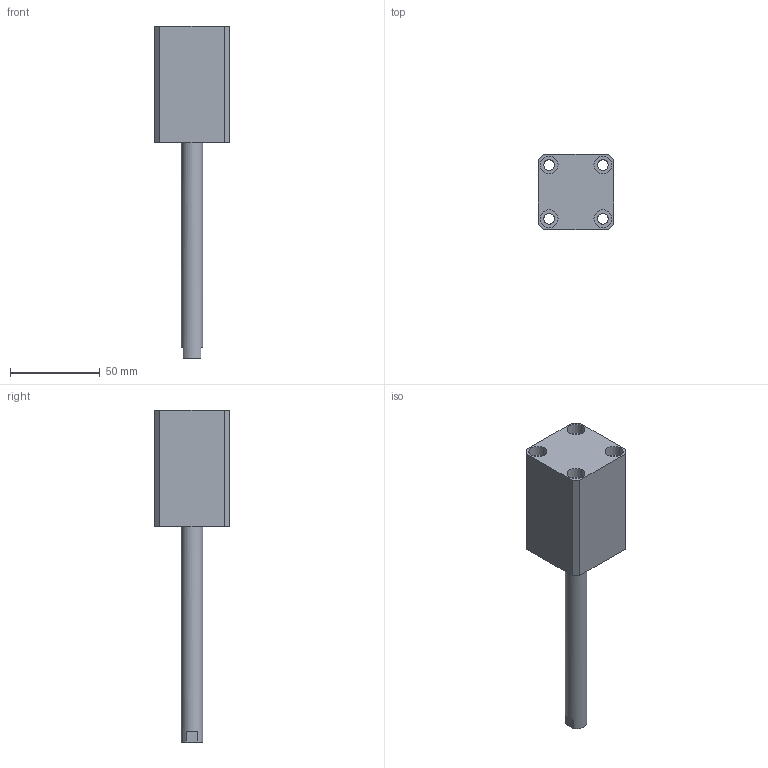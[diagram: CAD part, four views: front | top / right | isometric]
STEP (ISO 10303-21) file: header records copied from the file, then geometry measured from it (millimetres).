
FILE_DESCRIPTION(/* description */ (''),/* implementation_level */ '2;1');
FILE_NAME(/* name */ 'C-MCXSS-SD-20-ST5-C120-IN-N.stp',/* time_stamp */ '2015-12-09T14:06:32+08:00',/* author */ (''),/* organization */ (''),/* preprocessor_version */ 'ST-DEVELOPER v14',/* originating_system */ 'SIEMENS PLM Software NX 8.0',/* authorisation */ '');
FILE_SCHEMA (('AUTOMOTIVE_DESIGN { 1 0 10303 214 3 1 1 1 }'));
Length unit declared in the file: millimetre
Products named in the file (1): Host0EFCE14C2tka
Bounding box: 42 x 42 x 185 mm (x, y, z)
Volume: 114794.3 mm3; surface area: 25048.2 mm2
Topology: 1 solids, 1 shells, 64 faces, 127 edges, 86 vertices
Faces by surface type: plane 35, cylinder 25, cone 4
Full cylindrical faces by diameter (mm): 3 x2, 4 x2, 4.25 x1, 5 x1, 6 x4, 6.8 x1, 8 x1, 10 x8, 12 x1, 16.3 x1, 16.4 x1, 29.9 x1, 30 x1
Entity records: 1907 total; most frequent: DIRECTION 276, CARTESIAN_POINT 233, ORIENTED_EDGE 178, EDGE_LOOP 122, AXIS2_PLACEMENT_3D 122, FACE_BOUND 109, EDGE_CURVE 89, VERTEX_POINT 79
